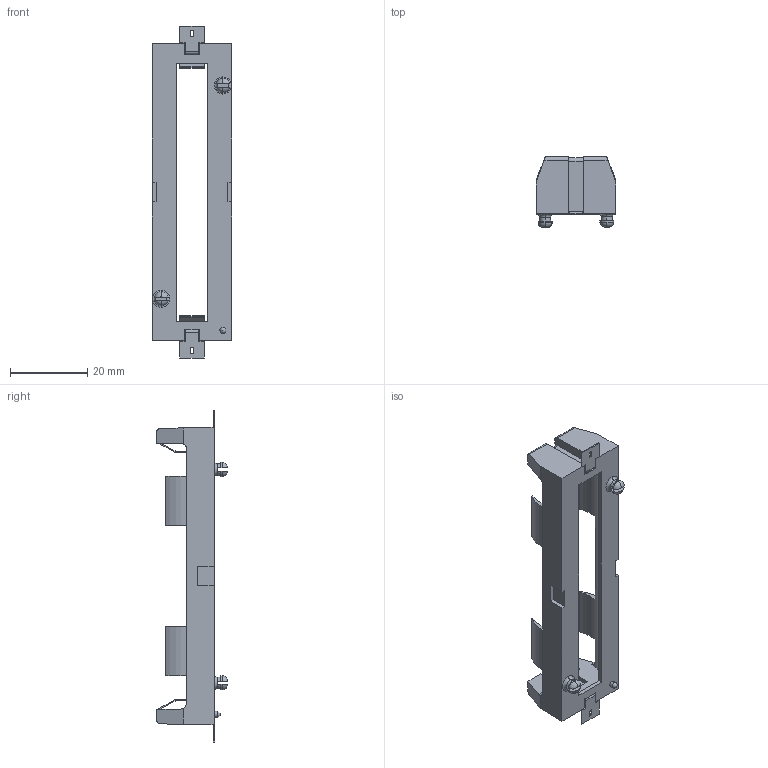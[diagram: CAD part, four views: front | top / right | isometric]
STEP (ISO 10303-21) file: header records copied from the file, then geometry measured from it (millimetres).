
FILE_DESCRIPTION (( 'STEP AP214' ), '1' );
FILE_NAME ('KEYELCO_1042.STEP', '2016-08-01T16:46:13', ( '' ), ( '' ), 'SwSTEP 2.0', 'SolidWorks 2016', '' );
FILE_SCHEMA (( 'AUTOMOTIVE_DESIGN' ));
Length unit declared in the file: millimetre
Products named in the file (1): KEYELCO_1042
Bounding box: 20.65 x 18.29 x 86 mm (x, y, z)
Volume: 5602 mm3; surface area: 6329.1 mm2
Topology: 3 solids, 3 shells, 187 faces, 515 edges, 336 vertices
Faces by surface type: plane 134, cylinder 40, torus 12, sphere 1
Entity records: 6074 total; most frequent: CARTESIAN_POINT 1232, ORIENTED_EDGE 1024, DIRECTION 968, EDGE_CURVE 512, VECTOR 380, LINE 380, VERTEX_POINT 334, AXIS2_PLACEMENT_3D 294
